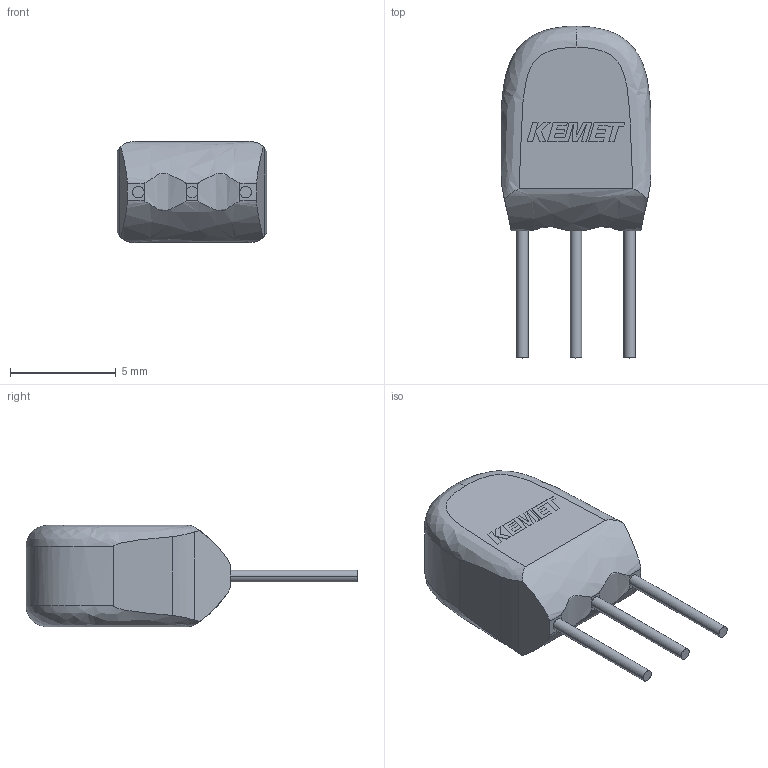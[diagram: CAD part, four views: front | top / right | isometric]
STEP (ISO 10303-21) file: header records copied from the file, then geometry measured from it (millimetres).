
FILE_DESCRIPTION (( 'STEP AP214' ), '1' );
FILE_NAME ('CTR_T396_W7.1H9.7T5.8S2.54LL6.02F0.55.STEP', '2017-12-01T22:26:29', ( '' ), ( '' ), 'SwSTEP 2.0', 'SolidWorks 2014', '' );
FILE_SCHEMA (( 'AUTOMOTIVE_DESIGN' ));
Length unit declared in the file: millimetre
Products named in the file (1): CTR_T396_W7.1H9.7T5.8S2.54LL6.02F0.55
Bounding box: 7.1 x 15.72 x 4.8 mm (x, y, z)
Volume: 280.5 mm3; surface area: 270.3 mm2
Topology: 4 solids, 4 shells, 88 faces, 230 edges, 150 vertices
Faces by surface type: plane 70, bspline 10, cylinder 8
Entity records: 4559 total; most frequent: CARTESIAN_POINT 1473, ORIENTED_EDGE 460, DIRECTION 358, EDGE_CURVE 230, VECTOR 176, LINE 176, VERTEX_POINT 150, UNCERTAINTY_MEASURE_WITH_UNIT 94
